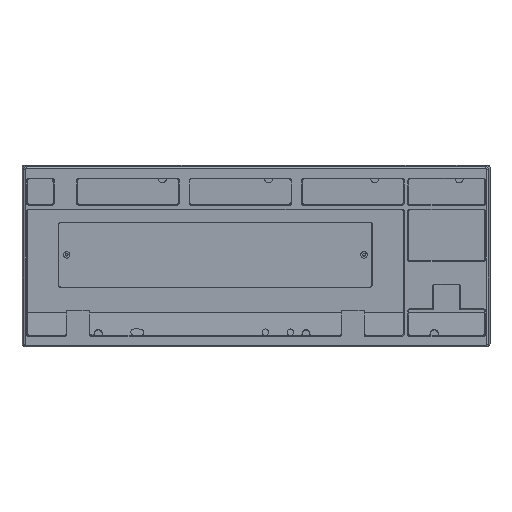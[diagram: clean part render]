
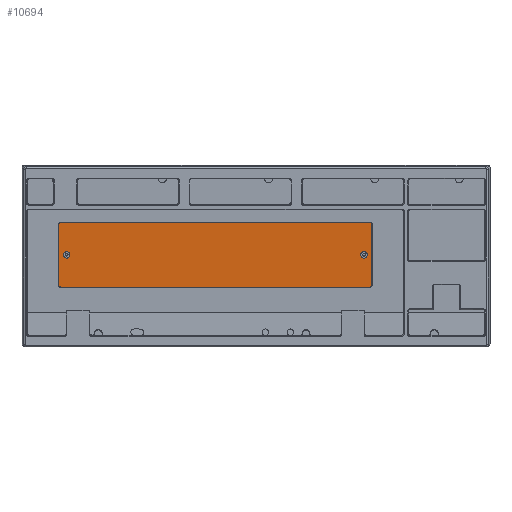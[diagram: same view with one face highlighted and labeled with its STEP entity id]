
A CAD part, top view. The second image highlights one B-rep face of the part: STEP entity #10694.
In plain terms, the highlighted planar face has unit normal (0, -0.079, 0.997).
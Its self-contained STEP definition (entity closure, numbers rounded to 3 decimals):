
#146=FACE_BOUND('',#3724,.T.);
#147=FACE_BOUND('',#3725,.T.);
#379=PLANE('',#11976);
#1274=LINE('',#18791,#2180);
#1280=LINE('',#18811,#2186);
#1283=LINE('',#18819,#2189);
#1285=LINE('',#18825,#2191);
#2180=VECTOR('',#15336,10.);
#2186=VECTOR('',#15356,10.);
#2189=VECTOR('',#15365,10.);
#2191=VECTOR('',#15373,10.);
#3081=FACE_OUTER_BOUND('',#3723,.T.);
#3723=EDGE_LOOP('',(#10084,#10085,#10086,#10087,#10088,#10089,#10090,#10091));
#3724=EDGE_LOOP('',(#10092));
#3725=EDGE_LOOP('',(#10093));
#4372=CIRCLE('',#11951,2.5);
#4375=CIRCLE('',#11956,2.5);
#4377=CIRCLE('',#11960,2.);
#4382=CIRCLE('',#11968,2.);
#4383=CIRCLE('',#11971,2.);
#4384=CIRCLE('',#11974,2.);
#5366=VERTEX_POINT('',#18760);
#5369=VERTEX_POINT('',#18770);
#5371=VERTEX_POINT('',#18778);
#5372=VERTEX_POINT('',#18779);
#5376=VERTEX_POINT('',#18789);
#5382=VERTEX_POINT('',#18805);
#5383=VERTEX_POINT('',#18809);
#5384=VERTEX_POINT('',#18813);
#5385=VERTEX_POINT('',#18817);
#5386=VERTEX_POINT('',#18821);
#6924=EDGE_CURVE('',#5366,#5366,#4372,.T.);
#6929=EDGE_CURVE('',#5369,#5369,#4375,.T.);
#6932=EDGE_CURVE('',#5371,#5372,#4377,.T.);
#6938=EDGE_CURVE('',#5371,#5376,#1274,.T.);
#6945=EDGE_CURVE('',#5382,#5376,#4382,.T.);
#6948=EDGE_CURVE('',#5382,#5383,#1280,.T.);
#6949=EDGE_CURVE('',#5384,#5383,#4383,.T.);
#6952=EDGE_CURVE('',#5384,#5385,#1283,.T.);
#6953=EDGE_CURVE('',#5386,#5385,#4384,.T.);
#6955=EDGE_CURVE('',#5386,#5372,#1285,.T.);
#10084=ORIENTED_EDGE('',*,*,#6932,.F.);
#10085=ORIENTED_EDGE('',*,*,#6938,.T.);
#10086=ORIENTED_EDGE('',*,*,#6945,.F.);
#10087=ORIENTED_EDGE('',*,*,#6948,.T.);
#10088=ORIENTED_EDGE('',*,*,#6949,.F.);
#10089=ORIENTED_EDGE('',*,*,#6952,.T.);
#10090=ORIENTED_EDGE('',*,*,#6953,.F.);
#10091=ORIENTED_EDGE('',*,*,#6955,.T.);
#10092=ORIENTED_EDGE('',*,*,#6924,.T.);
#10093=ORIENTED_EDGE('',*,*,#6929,.T.);
#10694=ADVANCED_FACE('',(#3081,#146,#147),#379,.T.);
#11951=AXIS2_PLACEMENT_3D('',#18762,#15305,#15306);
#11956=AXIS2_PLACEMENT_3D('',#18772,#15317,#15318);
#11960=AXIS2_PLACEMENT_3D('',#18780,#15326,#15327);
#11968=AXIS2_PLACEMENT_3D('',#18806,#15350,#15351);
#11971=AXIS2_PLACEMENT_3D('',#18814,#15359,#15360);
#11974=AXIS2_PLACEMENT_3D('',#18822,#15368,#15369);
#11976=AXIS2_PLACEMENT_3D('',#18826,#15374,#15375);
#15305=DIRECTION('center_axis',(0.,0.078,-0.997));
#15306=DIRECTION('ref_axis',(1.,0.,0.));
#15317=DIRECTION('center_axis',(0.,0.078,-0.997));
#15318=DIRECTION('ref_axis',(1.,0.,0.));
#15326=DIRECTION('center_axis',(0.,0.078,-0.997));
#15327=DIRECTION('ref_axis',(0.707,-0.705,-0.055));
#15336=DIRECTION('',(0.,0.997,0.078));
#15350=DIRECTION('center_axis',(0.,0.078,-0.997));
#15351=DIRECTION('ref_axis',(0.707,0.705,0.055));
#15356=DIRECTION('',(-1.,0.,0.));
#15359=DIRECTION('center_axis',(0.,0.078,-0.997));
#15360=DIRECTION('ref_axis',(-0.707,0.705,0.055));
#15365=DIRECTION('',(0.,-0.997,-0.078));
#15368=DIRECTION('center_axis',(0.,0.078,-0.997));
#15369=DIRECTION('ref_axis',(-0.707,-0.705,-0.055));
#15373=DIRECTION('',(1.,0.,0.));
#15374=DIRECTION('center_axis',(0.,-0.078,0.997));
#15375=DIRECTION('ref_axis',(1.,0.,0.));
#18760=CARTESIAN_POINT('',(-15.812,12.386,-4.521));
#18762=CARTESIAN_POINT('Origin',(-13.312,12.386,-4.521));
#18770=CARTESIAN_POINT('',(210.817,12.386,-4.521));
#18772=CARTESIAN_POINT('Origin',(213.317,12.386,-4.521));
#18778=CARTESIAN_POINT('',(219.317,-10.344,-6.31));
#18779=CARTESIAN_POINT('',(217.317,-12.337,-6.466));
#18780=CARTESIAN_POINT('Origin',(217.317,-10.344,-6.31));
#18789=CARTESIAN_POINT('',(219.317,35.116,-2.732));
#18791=CARTESIAN_POINT('',(219.317,-12.337,-6.466));
#18805=CARTESIAN_POINT('',(217.317,37.11,-2.575));
#18806=CARTESIAN_POINT('Origin',(217.317,35.116,-2.732));
#18809=CARTESIAN_POINT('',(-17.312,37.11,-2.575));
#18811=CARTESIAN_POINT('',(219.317,37.11,-2.575));
#18813=CARTESIAN_POINT('',(-19.312,35.116,-2.732));
#18814=CARTESIAN_POINT('Origin',(-17.312,35.116,-2.732));
#18817=CARTESIAN_POINT('',(-19.312,-10.344,-6.31));
#18819=CARTESIAN_POINT('',(-19.312,37.11,-2.575));
#18821=CARTESIAN_POINT('',(-17.312,-12.337,-6.466));
#18822=CARTESIAN_POINT('Origin',(-17.312,-10.344,-6.31));
#18825=CARTESIAN_POINT('',(-19.312,-12.337,-6.466));
#18826=CARTESIAN_POINT('Origin',(100.002,12.386,-4.521));
